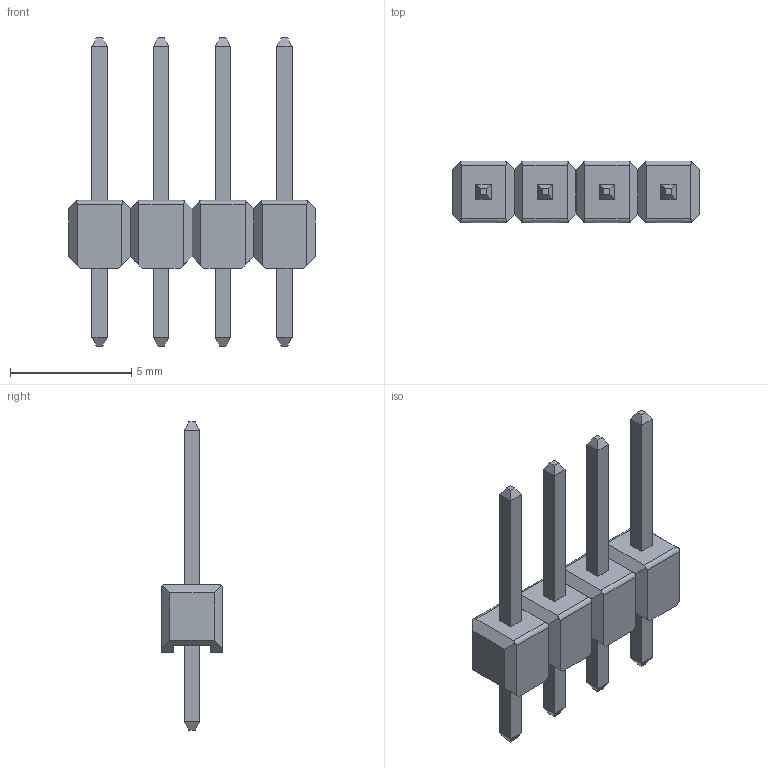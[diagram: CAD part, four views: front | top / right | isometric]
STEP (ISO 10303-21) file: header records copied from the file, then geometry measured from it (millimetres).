
FILE_DESCRIPTION(/* description */ (''),/* implementation_level */ '2;1');
FILE_NAME(/* name */ 'PINHEA~4',/* time_stamp */ '2014-06-14T09:55:30+02:00',/* author */ (''),/* organization */ (''),/* preprocessor_version */ 'ST-DEVELOPER v14',/* originating_system */ '',/* authorisation */ '');
FILE_SCHEMA (('AUTOMOTIVE_DESIGN'));
Length unit declared in the file: millimetre
Products named in the file (1): Document
Bounding box: 10.16 x 2.54 x 12.7 mm (x, y, z)
Volume: 19.6 mm3; surface area: 273.4 mm2
Topology: 4 solids, 8 shells, 146 faces, 383 edges, 249 vertices
Faces by surface type: plane 130, bspline 16
Entity records: 8949 total; most frequent: CARTESIAN_POINT 3669, B_SPLINE_CURVE_WITH_KNOTS 1095, ORIENTED_EDGE 728, PCURVE 728, DEFINITIONAL_REPRESENTATION 728, SURFACE_CURVE 376, EDGE_CURVE 376, VERTEX_POINT 240
